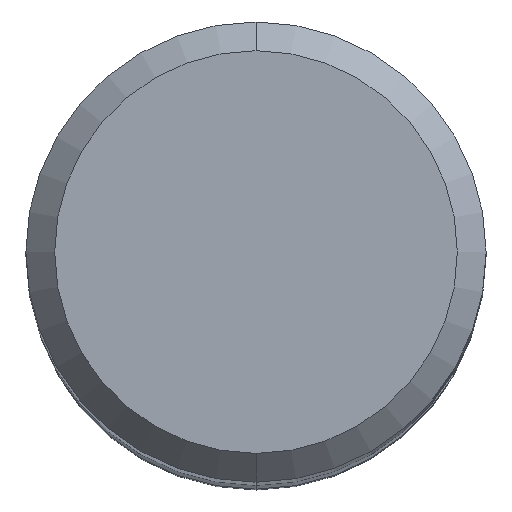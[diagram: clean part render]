
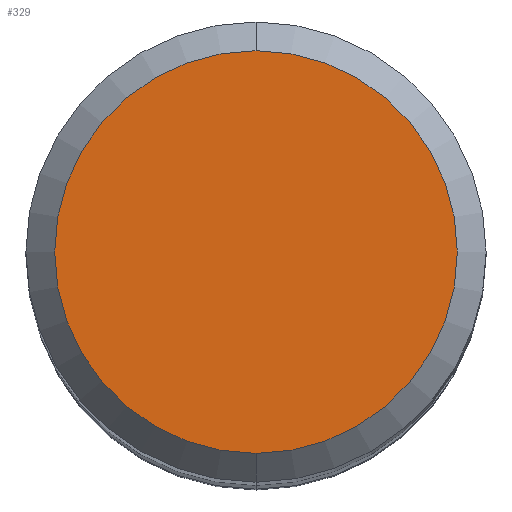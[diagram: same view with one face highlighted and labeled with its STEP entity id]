
A CAD part, top view. The second image highlights one B-rep face of the part: STEP entity #329.
In plain terms, the highlighted planar face has unit normal (0, 0, 1).
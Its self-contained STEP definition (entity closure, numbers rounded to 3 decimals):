
#151=EDGE_CURVE('',#269,#285,#384,.T.);
#269=VERTEX_POINT('',#513);
#285=VERTEX_POINT('',#534);
#329=ADVANCED_FACE('',(#582),#583,.T.);
#333=EDGE_CURVE('',#285,#269,#587,.T.);
#384=CIRCLE('',#639,2.8);
#513=CARTESIAN_POINT('',(0.0,2.8,0.0));
#534=CARTESIAN_POINT('',(0.,-2.8,0.0));
#582=FACE_OUTER_BOUND('',#896,.T.);
#583=PLANE('',#897);
#587=CIRCLE('',#902,2.8);
#639=AXIS2_PLACEMENT_3D('',#948,#949,#950);
#896=EDGE_LOOP('',(#1195,#1196));
#897=AXIS2_PLACEMENT_3D('',#1197,#1198,#1199);
#902=AXIS2_PLACEMENT_3D('',#1200,#1201,#1202);
#948=CARTESIAN_POINT('',(0.0,0.0,0.0));
#949=DIRECTION('',(0.0,0.0,-1.0));
#950=DIRECTION('',(0.0,1.0,0.0));
#1195=ORIENTED_EDGE('',*,*,#151,.F.);
#1196=ORIENTED_EDGE('',*,*,#333,.F.);
#1197=CARTESIAN_POINT('',(0.0,1.4,0.0));
#1198=DIRECTION('',(-0.0,0.0,1.0));
#1199=DIRECTION('',(0.0,-1.0,0.0));
#1200=CARTESIAN_POINT('',(0.0,0.0,0.0));
#1201=DIRECTION('',(0.0,0.0,-1.0));
#1202=DIRECTION('',(0.0,1.0,0.0));
